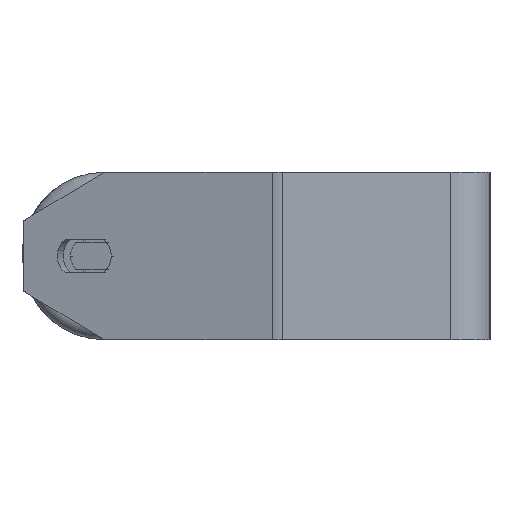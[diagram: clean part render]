
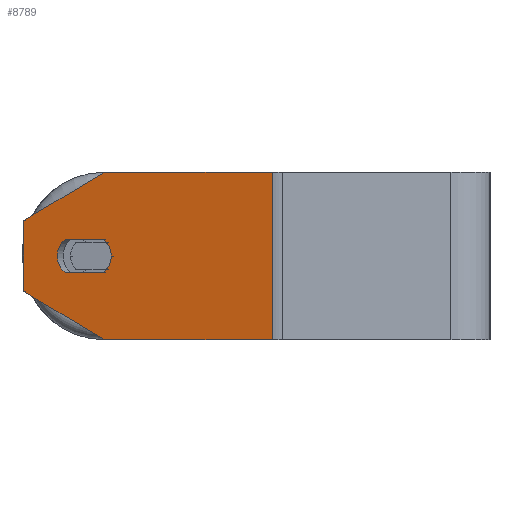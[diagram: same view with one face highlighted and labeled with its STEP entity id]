
A CAD part, left-side view. The second image highlights one B-rep face of the part: STEP entity #8789.
In plain terms, the highlighted planar face has unit normal (-0.966, 0.259, 0).
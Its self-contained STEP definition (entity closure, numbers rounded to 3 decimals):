
#20 = CARTESIAN_POINT ( 'NONE',  ( -390.634, 167.164, -30. ) ) ;
#73 = CIRCLE ( 'NONE', #5903, 7.5 ) ;
#120 = ORIENTED_EDGE ( 'NONE', *, *, #4210, .F. ) ;
#128 = ORIENTED_EDGE ( 'NONE', *, *, #4104, .T. ) ;
#138 = EDGE_CURVE ( 'NONE', #1858, #8778, #1003, .T. ) ;
#146 = DIRECTION ( 'NONE',  ( -0.259, -0.966, 0. ) ) ;
#248 = VERTEX_POINT ( 'NONE', #4650 ) ;
#280 = VECTOR ( 'NONE', #5412, 1000. ) ;
#320 = VECTOR ( 'NONE', #1489, 1000. ) ;
#452 = VERTEX_POINT ( 'NONE', #3091 ) ;
#611 = DIRECTION ( 'NONE',  ( -0.966, 0.259, 0. ) ) ;
#698 = AXIS2_PLACEMENT_3D ( 'NONE', #6894, #8177, #3367 ) ;
#714 = VECTOR ( 'NONE', #3962, 1000. ) ;
#773 = ORIENTED_EDGE ( 'NONE', *, *, #4574, .T. ) ;
#854 = EDGE_LOOP ( 'NONE', ( #4220, #3539, #120, #7126, #3268 ) ) ;
#943 = DIRECTION ( 'NONE',  ( 0.966, -0.259, 0. ) ) ;
#1003 = LINE ( 'NONE', #6435, #4657 ) ;
#1096 = DIRECTION ( 'NONE',  ( 0.224, 0.837, -0.5 ) ) ;
#1331 = LINE ( 'NONE', #4053, #714 ) ;
#1350 = LINE ( 'NONE', #20, #4721 ) ;
#1435 = EDGE_CURVE ( 'NONE', #7741, #5154, #1546, .T. ) ;
#1489 = DIRECTION ( 'NONE',  ( 0.259, 0.966, 0. ) ) ;
#1496 = EDGE_CURVE ( 'NONE', #7652, #1858, #4538, .T. ) ;
#1546 = CIRCLE ( 'NONE', #6388, 7.5 ) ;
#1572 = EDGE_CURVE ( 'NONE', #8624, #6786, #8792, .T. ) ;
#1661 = FACE_BOUND ( 'NONE', #854, .T. ) ;
#1769 = VECTOR ( 'NONE', #8797, 1000. ) ;
#1858 = VERTEX_POINT ( 'NONE', #3679 ) ;
#2064 = CARTESIAN_POINT ( 'NONE',  ( -397.105, 143.016, 0. ) ) ;
#2226 = CARTESIAN_POINT ( 'NONE',  ( -398.27, 138.669, 6. ) ) ;
#2306 = VECTOR ( 'NONE', #1096, 1000. ) ;
#2397 = CARTESIAN_POINT ( 'NONE',  ( -390.634, 167.164, 12.679 ) ) ;
#2649 = DIRECTION ( 'NONE',  ( -0.259, -0.966, 0. ) ) ;
#2655 = DIRECTION ( 'NONE',  ( -0.259, -0.966, 0. ) ) ;
#2700 = CARTESIAN_POINT ( 'NONE',  ( -414.523, 78.011, 30. ) ) ;
#2862 = EDGE_CURVE ( 'NONE', #452, #248, #1331, .T. ) ;
#3088 = FACE_OUTER_BOUND ( 'NONE', #5398, .T. ) ;
#3091 = CARTESIAN_POINT ( 'NONE',  ( -390.634, 167.164, -12.679 ) ) ;
#3268 = ORIENTED_EDGE ( 'NONE', *, *, #8594, .F. ) ;
#3308 = LINE ( 'NONE', #5306, #7843 ) ;
#3367 = DIRECTION ( 'NONE',  ( 0.259, 0.966, 0. ) ) ;
#3484 = VERTEX_POINT ( 'NONE', #6268 ) ;
#3539 = ORIENTED_EDGE ( 'NONE', *, *, #1496, .F. ) ;
#3585 = ORIENTED_EDGE ( 'NONE', *, *, #2862, .T. ) ;
#3679 = CARTESIAN_POINT ( 'NONE',  ( -394.646, 152.192, -6. ) ) ;
#3747 = DIRECTION ( 'NONE',  ( 0.259, 0.966, 0. ) ) ;
#3907 = CARTESIAN_POINT ( 'NONE',  ( -397.105, 143.016, 0. ) ) ;
#3952 = CARTESIAN_POINT ( 'NONE',  ( -390.634, 167.164, 30. ) ) ;
#3962 = DIRECTION ( 'NONE',  ( -0.224, -0.837, -0.5 ) ) ;
#4053 = CARTESIAN_POINT ( 'NONE',  ( -398.399, 138.186, -30. ) ) ;
#4104 = EDGE_CURVE ( 'NONE', #248, #6786, #1350, .T. ) ;
#4210 = EDGE_CURVE ( 'NONE', #5154, #7652, #6066, .T. ) ;
#4220 = ORIENTED_EDGE ( 'NONE', *, *, #138, .F. ) ;
#4256 = CARTESIAN_POINT ( 'NONE',  ( -398.27, 138.669, 6. ) ) ;
#4379 = CARTESIAN_POINT ( 'NONE',  ( -390.634, 167.164, 30. ) ) ;
#4538 = CIRCLE ( 'NONE', #698, 7.5 ) ;
#4560 = CARTESIAN_POINT ( 'NONE',  ( -414.523, 78.011, -30. ) ) ;
#4574 = EDGE_CURVE ( 'NONE', #7000, #452, #3308, .T. ) ;
#4650 = CARTESIAN_POINT ( 'NONE',  ( -398.399, 138.186, -30. ) ) ;
#4657 = VECTOR ( 'NONE', #7907, 1000. ) ;
#4721 = VECTOR ( 'NONE', #2649, 1000. ) ;
#4728 = DIRECTION ( 'NONE',  ( 0., 0., -1. ) ) ;
#4843 = CARTESIAN_POINT ( 'NONE',  ( -399.046, 135.772, 0. ) ) ;
#4996 = CARTESIAN_POINT ( 'NONE',  ( -398.27, 138.669, -6. ) ) ;
#5154 = VERTEX_POINT ( 'NONE', #2226 ) ;
#5246 = EDGE_CURVE ( 'NONE', #3484, #7000, #7236, .T. ) ;
#5306 = CARTESIAN_POINT ( 'NONE',  ( -390.634, 167.164, 30. ) ) ;
#5371 = CARTESIAN_POINT ( 'NONE',  ( -394.646, 152.192, 6. ) ) ;
#5398 = EDGE_LOOP ( 'NONE', ( #773, #3585, #128, #7034, #6232, #5918 ) ) ;
#5412 = DIRECTION ( 'NONE',  ( 0., 0., -1. ) ) ;
#5625 = CARTESIAN_POINT ( 'NONE',  ( -390.634, 167.164, 12.679 ) ) ;
#5752 = PLANE ( 'NONE',  #7181 ) ;
#5903 = AXIS2_PLACEMENT_3D ( 'NONE', #2064, #7495, #146 ) ;
#5918 = ORIENTED_EDGE ( 'NONE', *, *, #5246, .T. ) ;
#6066 = LINE ( 'NONE', #4256, #320 ) ;
#6232 = ORIENTED_EDGE ( 'NONE', *, *, #7649, .F. ) ;
#6268 = CARTESIAN_POINT ( 'NONE',  ( -398.399, 138.186, 30. ) ) ;
#6388 = AXIS2_PLACEMENT_3D ( 'NONE', #3907, #611, #2655 ) ;
#6435 = CARTESIAN_POINT ( 'NONE',  ( -398.27, 138.669, -6. ) ) ;
#6786 = VERTEX_POINT ( 'NONE', #4560 ) ;
#6894 = CARTESIAN_POINT ( 'NONE',  ( -395.811, 147.846, 0. ) ) ;
#7000 = VERTEX_POINT ( 'NONE', #5625 ) ;
#7034 = ORIENTED_EDGE ( 'NONE', *, *, #1572, .F. ) ;
#7126 = ORIENTED_EDGE ( 'NONE', *, *, #1435, .F. ) ;
#7181 = AXIS2_PLACEMENT_3D ( 'NONE', #4379, #943, #3747 ) ;
#7236 = LINE ( 'NONE', #2397, #2306 ) ;
#7380 = LINE ( 'NONE', #3952, #1769 ) ;
#7495 = DIRECTION ( 'NONE',  ( -0.966, 0.259, 0. ) ) ;
#7649 = EDGE_CURVE ( 'NONE', #3484, #8624, #7380, .T. ) ;
#7652 = VERTEX_POINT ( 'NONE', #5371 ) ;
#7741 = VERTEX_POINT ( 'NONE', #4843 ) ;
#7843 = VECTOR ( 'NONE', #4728, 1000. ) ;
#7907 = DIRECTION ( 'NONE',  ( -0.259, -0.966, 0. ) ) ;
#8158 = CARTESIAN_POINT ( 'NONE',  ( -414.523, 78.011, 30. ) ) ;
#8177 = DIRECTION ( 'NONE',  ( -0.966, 0.259, 0. ) ) ;
#8594 = EDGE_CURVE ( 'NONE', #8778, #7741, #73, .T. ) ;
#8624 = VERTEX_POINT ( 'NONE', #8158 ) ;
#8778 = VERTEX_POINT ( 'NONE', #4996 ) ;
#8789 = ADVANCED_FACE ( 'NONE', ( #1661, #3088 ), #5752, .F. ) ;
#8792 = LINE ( 'NONE', #2700, #280 ) ;
#8797 = DIRECTION ( 'NONE',  ( -0.259, -0.966, 0. ) ) ;
